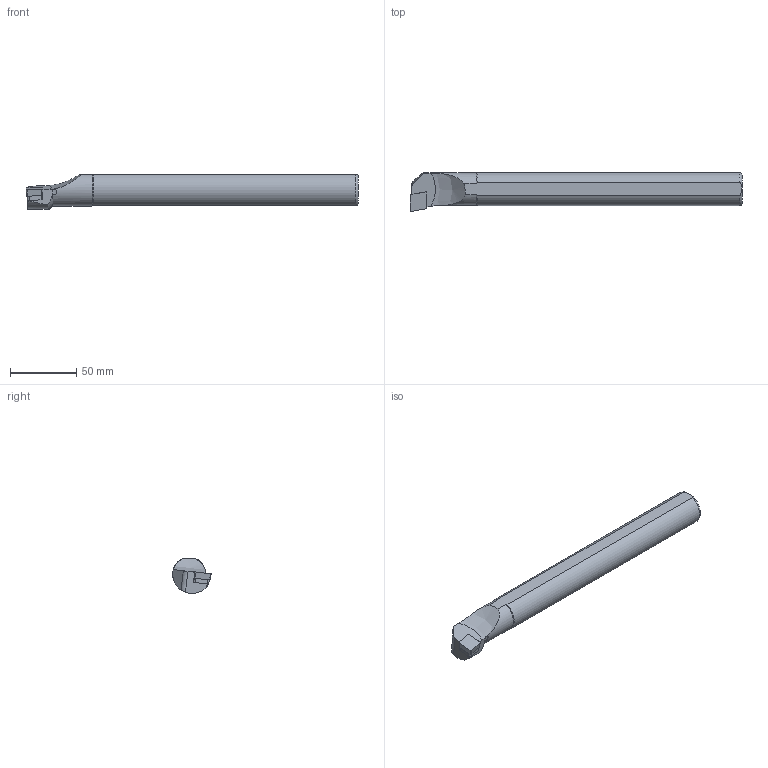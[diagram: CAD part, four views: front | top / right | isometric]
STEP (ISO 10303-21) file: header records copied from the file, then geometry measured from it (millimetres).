
FILE_DESCRIPTION(/* description */ (''),/* implementation_level */ '2;1');
FILE_NAME(/* name */ 'S25S-SCFCR-12.stp',/* time_stamp */ '2023-10-10T20:43:09+03:00',/* author */ (''),/* organization */ (''),/* preprocessor_version */ 'ST-DEVELOPER v19.4',/* originating_system */ 'SIEMENS PLM Software NX2306.3001',/* authorisation */ '');
FILE_SCHEMA (('AUTOMOTIVE_DESIGN { 1 0 10303 214 3 1 1 1 }'));
Length unit declared in the file: millimetre
Products named in the file (1): S25S SCFCR 12-LIGHT_objects
Bounding box: 250 x 29.35 x 26.1 mm (x, y, z)
Volume: 113406.6 mm3; surface area: 20491.6 mm2
Topology: 2 solids, 2 shells, 47 faces, 126 edges, 83 vertices
Faces by surface type: plane 25, cylinder 12, cone 8, torus 1, bspline 1
Entity records: 2604 total; most frequent: CARTESIAN_POINT 1344, ORIENTED_EDGE 248, DIRECTION 229, EDGE_CURVE 124, VERTEX_POINT 82, AXIS2_PLACEMENT_3D 82, LINE 65, VECTOR 65
